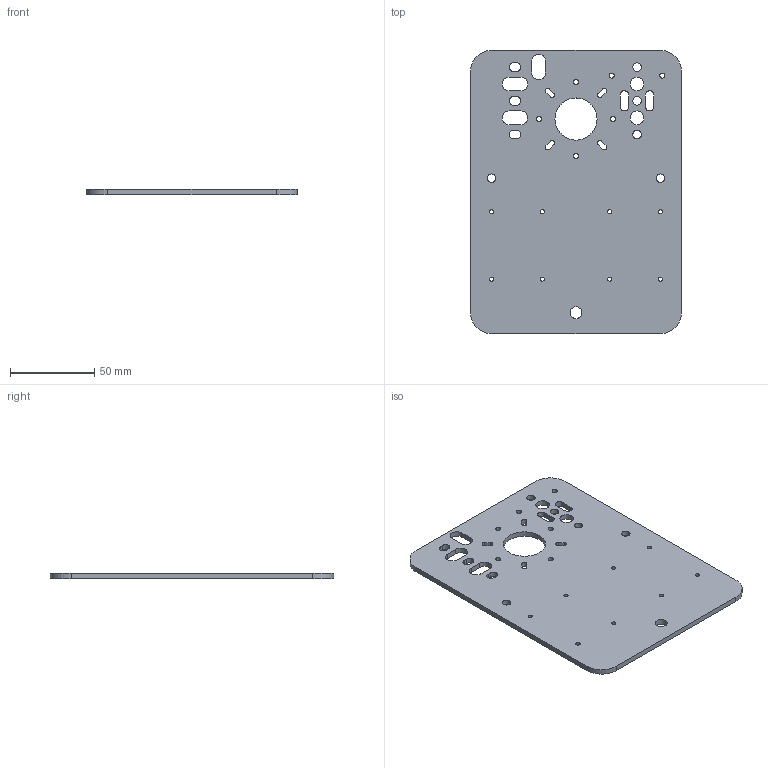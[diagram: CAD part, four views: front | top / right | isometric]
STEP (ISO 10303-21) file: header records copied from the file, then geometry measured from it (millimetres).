
FILE_DESCRIPTION(('FreeCAD Model'),'2;1');
FILE_NAME('Open CASCADE Shape Model','2022-01-25T13:44:25',('Author'),( ''),'Open CASCADE STEP processor 7.5','FreeCAD','Unknown');
FILE_SCHEMA(('AUTOMOTIVE_DESIGN { 1 0 10303 214 1 1 1 1 }'));
Length unit declared in the file: millimetre
Products named in the file (1): YPlate_Current
Bounding box: 125 x 168 x 3.17 mm (x, y, z)
Volume: 61783.4 mm3; surface area: 42782 mm2
Topology: 1 solids, 1 shells, 81 faces, 237 edges, 158 vertices
Faces by surface type: cylinder 51, plane 30
Full cylindrical faces by diameter (mm): 2.5 x8, 3 x6, 5 x5, 7.1 x1, 8.1 x2, 25 x1
Entity records: 5976 total; most frequent: DIRECTION 977, CARTESIAN_POINT 951, LINE 507, VECTOR 507, ORIENTED_EDGE 474, PCURVE 474, DEFINITIONAL_REPRESENTATION 474, EDGE_CURVE 237
